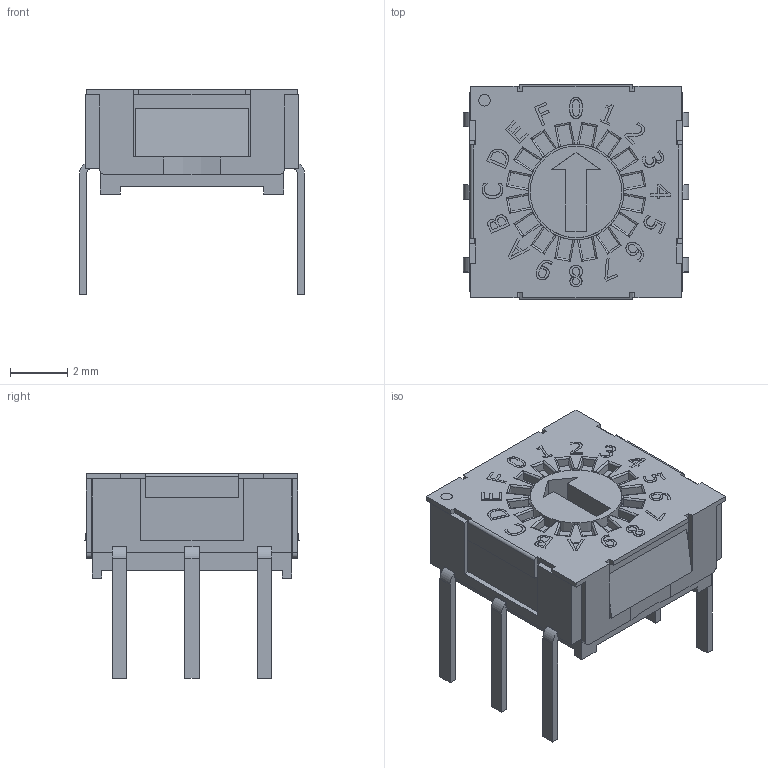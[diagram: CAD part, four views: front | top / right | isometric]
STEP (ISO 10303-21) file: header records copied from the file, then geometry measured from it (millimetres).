
FILE_DESCRIPTION(/* description */ (''),/* implementation_level */ '2;1');
FILE_NAME(/* name */ 'RDMAx16P1x.stp',/* time_stamp */ '2026-01-06T14:23:32-06:00',/* author */ ('mroman'),/* organization */ (''),/* preprocessor_version */ 'ST-DEVELOPER v18.1',/* originating_system */ 'Autodesk Inventor 2022',/* authorisation */ '');
FILE_SCHEMA (('AUTOMOTIVE_DESIGN { 1 0 10303 214 3 1 1 }'));
Length unit declared in the file: inch
Products named in the file (1): RDMAx16P1x
Bounding box: 7.87 x 7.49 x 7.15 mm (x, y, z)
Volume: 146.3 mm3; surface area: 550.8 mm2
Topology: 9 solids, 9 shells, 712 faces, 1950 edges, 1288 vertices
Faces by surface type: plane 446, bspline 151, cylinder 115
Full cylindrical faces by diameter (mm): 0.4 x1, 0.5 x4, 3.2 x1, 3.34 x1, 6.2 x1, 6.3 x1
Entity records: 23739 total; most frequent: CARTESIAN_POINT 6604, ORIENTED_EDGE 3900, DIRECTION 2906, EDGE_CURVE 1950, LINE 1386, VECTOR 1386, VERTEX_POINT 1288, AXIS2_PLACEMENT_3D 760
